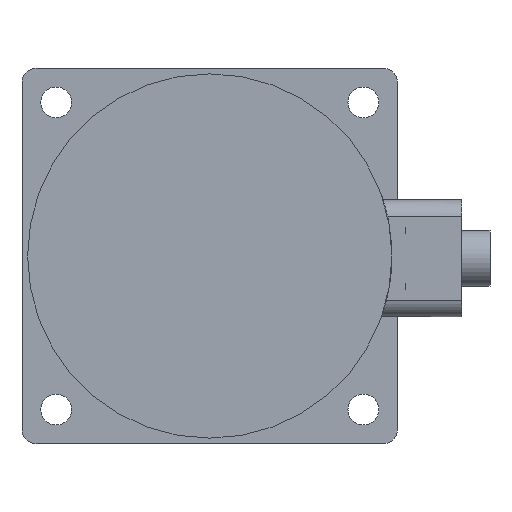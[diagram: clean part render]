
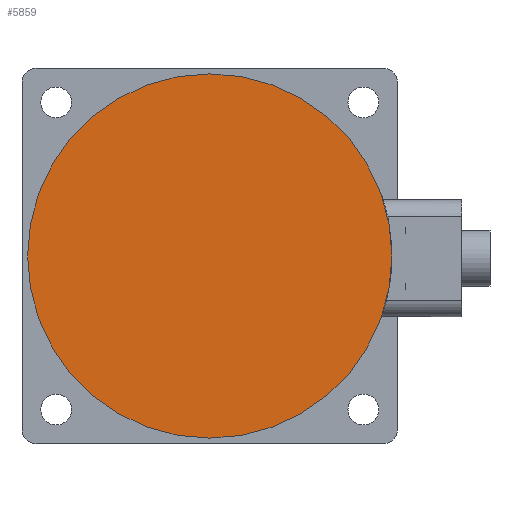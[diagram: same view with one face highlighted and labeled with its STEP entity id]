
A CAD part, front view. The second image highlights one B-rep face of the part: STEP entity #5859.
In plain terms, the highlighted planar face has unit normal (0, -1, 0).
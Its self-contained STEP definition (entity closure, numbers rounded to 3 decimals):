
#332 = DIRECTION ( 'NONE',  ( 0., -1., 0. ) ) ;
#743 = FACE_OUTER_BOUND ( 'NONE', #5086, .T. ) ;
#1116 = CIRCLE ( 'NONE', #4657, 65. ) ;
#1291 = CARTESIAN_POINT ( 'NONE',  ( 0., 0., 0. ) ) ;
#1320 = AXIS2_PLACEMENT_3D ( 'NONE', #5254, #2243, #3236 ) ;
#1783 = DIRECTION ( 'NONE',  ( 0., 0., -1. ) ) ;
#2207 = EDGE_CURVE ( 'NONE', #5459, #5720, #6115, .T. ) ;
#2214 = CARTESIAN_POINT ( 'NONE',  ( 0., 0., -65. ) ) ;
#2243 = DIRECTION ( 'NONE',  ( 0., -1., 0. ) ) ;
#2257 = ORIENTED_EDGE ( 'NONE', *, *, #2518, .T. ) ;
#2449 = ORIENTED_EDGE ( 'NONE', *, *, #2207, .T. ) ;
#2518 = EDGE_CURVE ( 'NONE', #5720, #5459, #1116, .T. ) ;
#2709 = DIRECTION ( 'NONE',  ( 0., -1., 0. ) ) ;
#2883 = AXIS2_PLACEMENT_3D ( 'NONE', #4175, #2709, #1783 ) ;
#3236 = DIRECTION ( 'NONE',  ( 0., 0., -1. ) ) ;
#4147 = PLANE ( 'NONE',  #2883 ) ;
#4175 = CARTESIAN_POINT ( 'NONE',  ( 0., 0., 0. ) ) ;
#4231 = CARTESIAN_POINT ( 'NONE',  ( 0., 0., 65. ) ) ;
#4657 = AXIS2_PLACEMENT_3D ( 'NONE', #1291, #332, #5404 ) ;
#5086 = EDGE_LOOP ( 'NONE', ( #2257, #2449 ) ) ;
#5254 = CARTESIAN_POINT ( 'NONE',  ( 0., 0., 0. ) ) ;
#5404 = DIRECTION ( 'NONE',  ( 0., 0., -1. ) ) ;
#5459 = VERTEX_POINT ( 'NONE', #2214 ) ;
#5720 = VERTEX_POINT ( 'NONE', #4231 ) ;
#5859 = ADVANCED_FACE ( 'NONE', ( #743 ), #4147, .T. ) ;
#6115 = CIRCLE ( 'NONE', #1320, 65. ) ;
